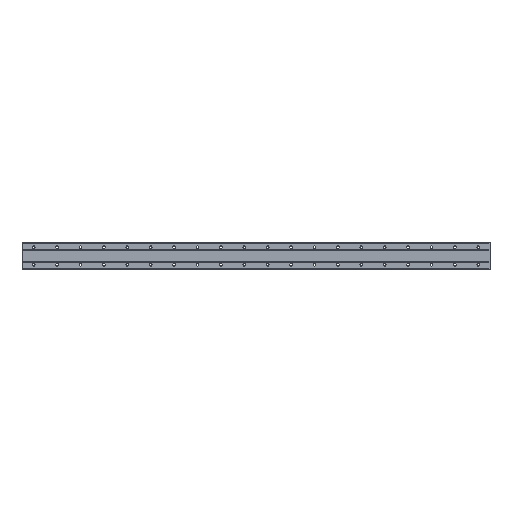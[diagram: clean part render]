
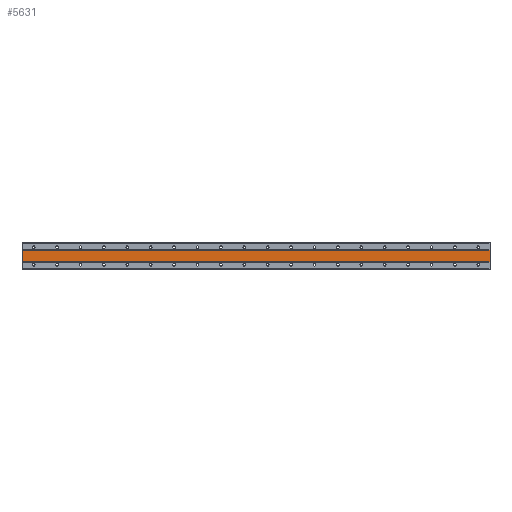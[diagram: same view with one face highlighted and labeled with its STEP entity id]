
A CAD part, front view. The second image highlights one B-rep face of the part: STEP entity #5631.
In plain terms, the highlighted planar face has unit normal (0, -1, 0).
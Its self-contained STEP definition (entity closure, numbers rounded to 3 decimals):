
#211 = DIRECTION ( 'NONE',  ( 0., 1., 0. ) ) ;
#215 = LINE ( 'NONE', #6510, #1083 ) ;
#301 = VERTEX_POINT ( 'NONE', #7007 ) ;
#334 = ORIENTED_EDGE ( 'NONE', *, *, #6806, .F. ) ;
#477 = EDGE_CURVE ( 'NONE', #5119, #3835, #4498, .T. ) ;
#688 = VECTOR ( 'NONE', #2799, 1000. ) ;
#1020 = CARTESIAN_POINT ( 'NONE',  ( -40., 1., 20. ) ) ;
#1083 = VECTOR ( 'NONE', #2461, 1000. ) ;
#1534 = CARTESIAN_POINT ( 'NONE',  ( 1560., 1., -20. ) ) ;
#1721 = AXIS2_PLACEMENT_3D ( 'NONE', #6346, #211, #3600 ) ;
#1898 = CARTESIAN_POINT ( 'NONE',  ( 1560., 1., 20. ) ) ;
#2122 = EDGE_CURVE ( 'NONE', #5201, #5119, #215, .T. ) ;
#2276 = LINE ( 'NONE', #1020, #688 ) ;
#2461 = DIRECTION ( 'NONE',  ( 1., 0., 0. ) ) ;
#2799 = DIRECTION ( 'NONE',  ( 0., 0., 1. ) ) ;
#3025 = ORIENTED_EDGE ( 'NONE', *, *, #4670, .F. ) ;
#3040 = EDGE_LOOP ( 'NONE', ( #3025, #6597, #5205, #334 ) ) ;
#3600 = DIRECTION ( 'NONE',  ( 0., 0., 1. ) ) ;
#3649 = CARTESIAN_POINT ( 'NONE',  ( -40., 1., 20. ) ) ;
#3835 = VERTEX_POINT ( 'NONE', #1534 ) ;
#3891 = VECTOR ( 'NONE', #6245, 1000. ) ;
#4012 = CARTESIAN_POINT ( 'NONE',  ( 1560., 1., 20. ) ) ;
#4026 = CARTESIAN_POINT ( 'NONE',  ( 1560., 1., -20. ) ) ;
#4498 = LINE ( 'NONE', #4012, #6145 ) ;
#4670 = EDGE_CURVE ( 'NONE', #3835, #301, #5173, .T. ) ;
#5119 = VERTEX_POINT ( 'NONE', #1898 ) ;
#5173 = LINE ( 'NONE', #4026, #3891 ) ;
#5201 = VERTEX_POINT ( 'NONE', #3649 ) ;
#5205 = ORIENTED_EDGE ( 'NONE', *, *, #2122, .F. ) ;
#5613 = DIRECTION ( 'NONE',  ( 0., 0., -1. ) ) ;
#5631 = ADVANCED_FACE ( 'NONE', ( #7030 ), #5798, .F. ) ;
#5798 = PLANE ( 'NONE',  #1721 ) ;
#6145 = VECTOR ( 'NONE', #5613, 1000. ) ;
#6245 = DIRECTION ( 'NONE',  ( -1., 0., 0. ) ) ;
#6346 = CARTESIAN_POINT ( 'NONE',  ( 1560., 1., 20. ) ) ;
#6510 = CARTESIAN_POINT ( 'NONE',  ( 1560., 1., 20. ) ) ;
#6597 = ORIENTED_EDGE ( 'NONE', *, *, #477, .F. ) ;
#6806 = EDGE_CURVE ( 'NONE', #301, #5201, #2276, .T. ) ;
#7007 = CARTESIAN_POINT ( 'NONE',  ( -40., 1., -20. ) ) ;
#7030 = FACE_OUTER_BOUND ( 'NONE', #3040, .T. ) ;
